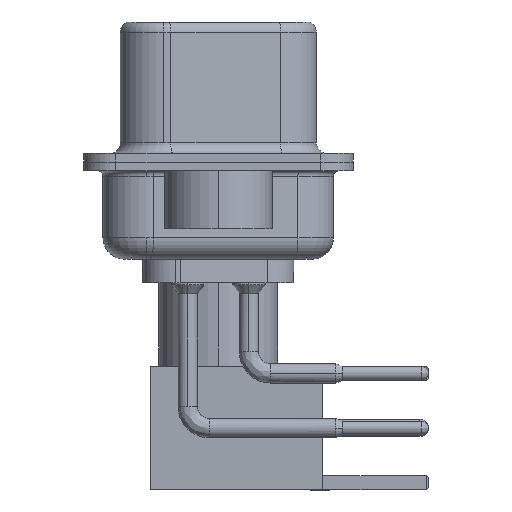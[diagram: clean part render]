
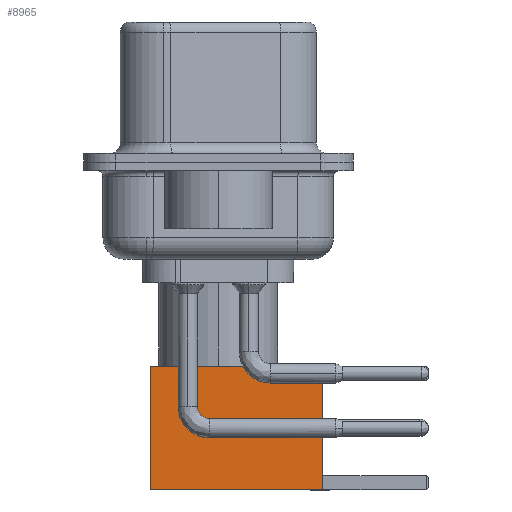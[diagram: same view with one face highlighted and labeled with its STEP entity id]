
A CAD part, left-side view. The second image highlights one B-rep face of the part: STEP entity #8965.
In plain terms, the highlighted face is planar.
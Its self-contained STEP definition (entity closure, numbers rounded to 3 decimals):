
#320 = DIRECTION ( 'NONE',  ( 0., 1., 0. ) ) ;
#421 = AXIS2_PLACEMENT_3D ( 'NONE', #18272, #320, #9533 ) ;
#1630 = CARTESIAN_POINT ( 'NONE',  ( 0., 2.875, 8. ) ) ;
#1758 = EDGE_LOOP ( 'NONE', ( #10300, #6261, #10475, #13061 ) ) ;
#3603 = LINE ( 'NONE', #3724, #11224 ) ;
#3724 = CARTESIAN_POINT ( 'NONE',  ( -2.875, 2.875, 0. ) ) ;
#3979 = EDGE_CURVE ( 'NONE', #19263, #17763, #7029, .T. ) ;
#4580 = VERTEX_POINT ( 'NONE', #7486 ) ;
#4732 = LINE ( 'NONE', #6389, #13813 ) ;
#6261 = ORIENTED_EDGE ( 'NONE', *, *, #3979, .T. ) ;
#6389 = CARTESIAN_POINT ( 'NONE',  ( 2.875, 2.875, 0. ) ) ;
#7029 = LINE ( 'NONE', #8911, #21004 ) ;
#7486 = CARTESIAN_POINT ( 'NONE',  ( -2.875, 2.875, 8. ) ) ;
#7877 = PLANE ( 'NONE',  #421 ) ;
#8911 = CARTESIAN_POINT ( 'NONE',  ( 0., 2.875, 0. ) ) ;
#8965 = ADVANCED_FACE ( 'NONE', ( #16507 ), #7877, .T. ) ;
#9533 = DIRECTION ( 'NONE',  ( 0., 0., 1. ) ) ;
#10300 = ORIENTED_EDGE ( 'NONE', *, *, #19066, .T. ) ;
#10475 = ORIENTED_EDGE ( 'NONE', *, *, #22553, .F. ) ;
#10485 = LINE ( 'NONE', #1630, #10732 ) ;
#10732 = VECTOR ( 'NONE', #17478, 1000. ) ;
#10793 = DIRECTION ( 'NONE',  ( 0., 0., -1. ) ) ;
#11224 = VECTOR ( 'NONE', #10793, 1000. ) ;
#12933 = CARTESIAN_POINT ( 'NONE',  ( 2.875, 2.875, 8. ) ) ;
#13061 = ORIENTED_EDGE ( 'NONE', *, *, #17778, .F. ) ;
#13813 = VECTOR ( 'NONE', #18917, 1000. ) ;
#16131 = DIRECTION ( 'NONE',  ( -1., 0., 0. ) ) ;
#16507 = FACE_OUTER_BOUND ( 'NONE', #1758, .T. ) ;
#17478 = DIRECTION ( 'NONE',  ( -1., 0., 0. ) ) ;
#17763 = VERTEX_POINT ( 'NONE', #17935 ) ;
#17778 = EDGE_CURVE ( 'NONE', #20257, #4580, #10485, .T. ) ;
#17935 = CARTESIAN_POINT ( 'NONE',  ( -2.875, 2.875, 0. ) ) ;
#18272 = CARTESIAN_POINT ( 'NONE',  ( 2.875, 2.875, 0. ) ) ;
#18917 = DIRECTION ( 'NONE',  ( 0., 0., -1. ) ) ;
#19066 = EDGE_CURVE ( 'NONE', #20257, #19263, #4732, .T. ) ;
#19263 = VERTEX_POINT ( 'NONE', #21486 ) ;
#20257 = VERTEX_POINT ( 'NONE', #12933 ) ;
#21004 = VECTOR ( 'NONE', #16131, 1000. ) ;
#21486 = CARTESIAN_POINT ( 'NONE',  ( 2.875, 2.875, 0. ) ) ;
#22553 = EDGE_CURVE ( 'NONE', #4580, #17763, #3603, .T. ) ;
